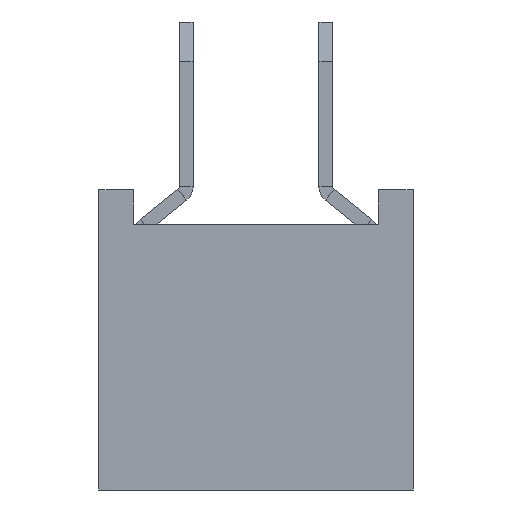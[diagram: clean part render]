
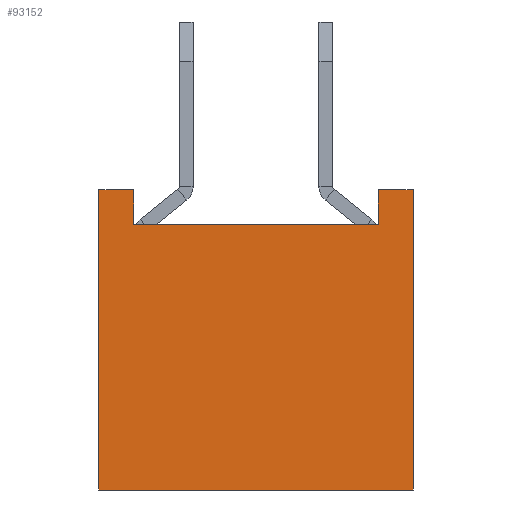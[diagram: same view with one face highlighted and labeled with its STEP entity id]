
A CAD part, left-side view. The second image highlights one B-rep face of the part: STEP entity #93152.
In plain terms, the highlighted planar face has unit normal (-1, 0, 0).
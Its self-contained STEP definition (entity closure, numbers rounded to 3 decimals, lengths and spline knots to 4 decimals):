
#327 = CARTESIAN_POINT ( 'NONE',  ( -30.25, -2.25, 4.3 ) ) ;
#2861 = VERTEX_POINT ( 'NONE', #42804 ) ;
#3356 = EDGE_CURVE ( 'NONE', #36896, #12110, #100419, .T. ) ;
#6029 = VECTOR ( 'NONE', #6356, 1000. ) ;
#6356 = DIRECTION ( 'NONE',  ( 0., 0., -1. ) ) ;
#6522 = VERTEX_POINT ( 'NONE', #61188 ) ;
#8831 = ORIENTED_EDGE ( 'NONE', *, *, #37442, .F. ) ;
#11564 = VERTEX_POINT ( 'NONE', #96437 ) ;
#11982 = DIRECTION ( 'NONE',  ( 0., 0., -1. ) ) ;
#12110 = VERTEX_POINT ( 'NONE', #67714 ) ;
#12559 = EDGE_LOOP ( 'NONE', ( #102335, #92983, #21901, #71319, #23991, #23280, #112091, #8831 ) ) ;
#15732 = DIRECTION ( 'NONE',  ( 0., -1., 0. ) ) ;
#21901 = ORIENTED_EDGE ( 'NONE', *, *, #38987, .F. ) ;
#23280 = ORIENTED_EDGE ( 'NONE', *, *, #45539, .T. ) ;
#23991 = ORIENTED_EDGE ( 'NONE', *, *, #124456, .F. ) ;
#29013 = VECTOR ( 'NONE', #84853, 1000. ) ;
#29016 = VERTEX_POINT ( 'NONE', #43959 ) ;
#30887 = VECTOR ( 'NONE', #60855, 1000. ) ;
#32289 = CARTESIAN_POINT ( 'NONE',  ( -30.25, -2.25, 0. ) ) ;
#34614 = DIRECTION ( 'NONE',  ( 0., -1., 0. ) ) ;
#36896 = VERTEX_POINT ( 'NONE', #57999 ) ;
#37442 = EDGE_CURVE ( 'NONE', #29016, #12110, #76351, .T. ) ;
#38987 = EDGE_CURVE ( 'NONE', #90475, #11564, #54369, .T. ) ;
#41164 = FACE_OUTER_BOUND ( 'NONE', #12559, .T. ) ;
#42804 = CARTESIAN_POINT ( 'NONE',  ( -30.25, 1.75, 4.3 ) ) ;
#43959 = CARTESIAN_POINT ( 'NONE',  ( -30.25, -2.25, 4.3 ) ) ;
#44004 = CARTESIAN_POINT ( 'NONE',  ( -30.25, 1.75, 4.3 ) ) ;
#45539 = EDGE_CURVE ( 'NONE', #100112, #36896, #114069, .T. ) ;
#45597 = LINE ( 'NONE', #46226, #99934 ) ;
#46226 = CARTESIAN_POINT ( 'NONE',  ( -30.25, -2.25, 4.3 ) ) ;
#54369 = LINE ( 'NONE', #103057, #67381 ) ;
#56744 = DIRECTION ( 'NONE',  ( 0., 0., 1. ) ) ;
#57412 = DIRECTION ( 'NONE',  ( 0., -1., 0. ) ) ;
#57999 = CARTESIAN_POINT ( 'NONE',  ( -30.25, 2.25, 0. ) ) ;
#60855 = DIRECTION ( 'NONE',  ( 0., -1., 0. ) ) ;
#61188 = CARTESIAN_POINT ( 'NONE',  ( -30.25, -1.75, 4.3 ) ) ;
#61331 = EDGE_CURVE ( 'NONE', #2861, #90475, #63517, .T. ) ;
#63517 = LINE ( 'NONE', #44004, #6029 ) ;
#65963 = AXIS2_PLACEMENT_3D ( 'NONE', #327, #128192, #11982 ) ;
#67381 = VECTOR ( 'NONE', #57412, 1000. ) ;
#67714 = CARTESIAN_POINT ( 'NONE',  ( -30.25, -2.25, 0. ) ) ;
#71319 = ORIENTED_EDGE ( 'NONE', *, *, #61331, .F. ) ;
#76351 = LINE ( 'NONE', #124423, #110565 ) ;
#82617 = EDGE_CURVE ( 'NONE', #6522, #29016, #125387, .T. ) ;
#83949 = VECTOR ( 'NONE', #15732, 1000. ) ;
#84238 = CARTESIAN_POINT ( 'NONE',  ( -30.25, 1.75, 3.8 ) ) ;
#84853 = DIRECTION ( 'NONE',  ( 0., 0., -1. ) ) ;
#86097 = DIRECTION ( 'NONE',  ( 0., 0., -1. ) ) ;
#90475 = VERTEX_POINT ( 'NONE', #84238 ) ;
#91133 = PLANE ( 'NONE',  #65963 ) ;
#92983 = ORIENTED_EDGE ( 'NONE', *, *, #96114, .F. ) ;
#93152 = ADVANCED_FACE ( 'NONE', ( #41164 ), #91133, .F. ) ;
#94598 = CARTESIAN_POINT ( 'NONE',  ( -30.25, 2.25, 4.3 ) ) ;
#95042 = LINE ( 'NONE', #113256, #99740 ) ;
#96114 = EDGE_CURVE ( 'NONE', #11564, #6522, #95042, .T. ) ;
#96437 = CARTESIAN_POINT ( 'NONE',  ( -30.25, -1.75, 3.8 ) ) ;
#96783 = CARTESIAN_POINT ( 'NONE',  ( -30.25, -2.25, 4.3 ) ) ;
#99740 = VECTOR ( 'NONE', #56744, 1000. ) ;
#99934 = VECTOR ( 'NONE', #34614, 1000. ) ;
#100112 = VERTEX_POINT ( 'NONE', #109451 ) ;
#100419 = LINE ( 'NONE', #32289, #30887 ) ;
#102335 = ORIENTED_EDGE ( 'NONE', *, *, #82617, .F. ) ;
#103057 = CARTESIAN_POINT ( 'NONE',  ( -30.25, 1.75, 3.8 ) ) ;
#109451 = CARTESIAN_POINT ( 'NONE',  ( -30.25, 2.25, 4.3 ) ) ;
#110565 = VECTOR ( 'NONE', #86097, 1000. ) ;
#112091 = ORIENTED_EDGE ( 'NONE', *, *, #3356, .T. ) ;
#113256 = CARTESIAN_POINT ( 'NONE',  ( -30.25, -1.75, 4.3 ) ) ;
#114069 = LINE ( 'NONE', #94598, #29013 ) ;
#124423 = CARTESIAN_POINT ( 'NONE',  ( -30.25, -2.25, 4.3 ) ) ;
#124456 = EDGE_CURVE ( 'NONE', #100112, #2861, #45597, .T. ) ;
#125387 = LINE ( 'NONE', #96783, #83949 ) ;
#128192 = DIRECTION ( 'NONE',  ( 1., 0., 0. ) ) ;
